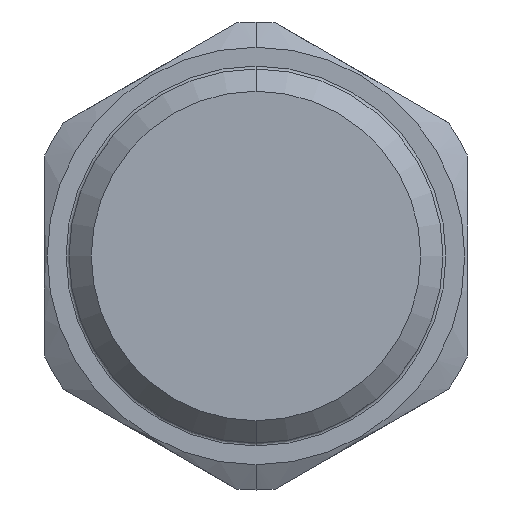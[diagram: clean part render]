
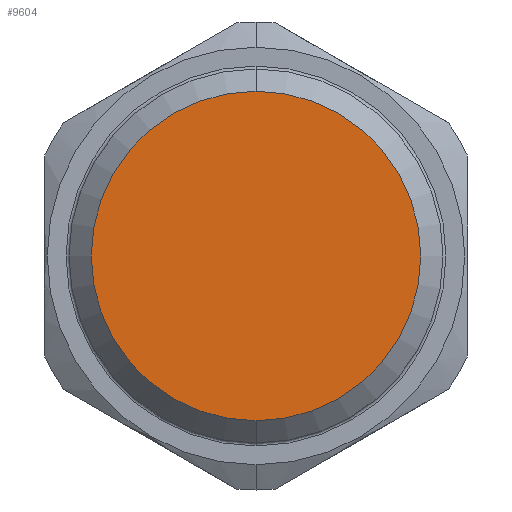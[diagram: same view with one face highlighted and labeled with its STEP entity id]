
A CAD part, left-side view. The second image highlights one B-rep face of the part: STEP entity #9604.
In plain terms, the highlighted planar face has unit normal (-1, 0, 0).
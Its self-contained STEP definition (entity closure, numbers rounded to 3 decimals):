
#363 = FACE_OUTER_BOUND ( 'NONE', #3453, .T. ) ;
#1472 = EDGE_CURVE ( 'NONE', #10691, #2911, #10795, .T. ) ;
#1821 = CARTESIAN_POINT ( 'NONE',  ( 0., 0., 0. ) ) ;
#1890 = AXIS2_PLACEMENT_3D ( 'NONE', #1821, #9871, #6773 ) ;
#2911 = VERTEX_POINT ( 'NONE', #9476 ) ;
#3453 = EDGE_LOOP ( 'NONE', ( #9941, #3857 ) ) ;
#3598 = CARTESIAN_POINT ( 'NONE',  ( 0., 0., 11.125 ) ) ;
#3612 = CARTESIAN_POINT ( 'NONE',  ( 0., 0., 0. ) ) ;
#3857 = ORIENTED_EDGE ( 'NONE', *, *, #1472, .F. ) ;
#4389 = DIRECTION ( 'NONE',  ( 0., 0., -1. ) ) ;
#4697 = DIRECTION ( 'NONE',  ( -1., 0., 0. ) ) ;
#6773 = DIRECTION ( 'NONE',  ( 0., 0., -1. ) ) ;
#8105 = EDGE_CURVE ( 'NONE', #2911, #10691, #11327, .T. ) ;
#8166 = AXIS2_PLACEMENT_3D ( 'NONE', #11466, #10424, #4389 ) ;
#9476 = CARTESIAN_POINT ( 'NONE',  ( 0., 0., -11.125 ) ) ;
#9604 = ADVANCED_FACE ( 'NONE', ( #363 ), #10709, .T. ) ;
#9871 = DIRECTION ( 'NONE',  ( 1., 0., 0. ) ) ;
#9941 = ORIENTED_EDGE ( 'NONE', *, *, #8105, .F. ) ;
#10424 = DIRECTION ( 'NONE',  ( 1., 0., 0. ) ) ;
#10623 = DIRECTION ( 'NONE',  ( 0., 0., 1. ) ) ;
#10691 = VERTEX_POINT ( 'NONE', #3598 ) ;
#10709 = PLANE ( 'NONE',  #12923 ) ;
#10795 = CIRCLE ( 'NONE', #1890, 11.125 ) ;
#11327 = CIRCLE ( 'NONE', #8166, 11.125 ) ;
#11466 = CARTESIAN_POINT ( 'NONE',  ( 0., 0., 0. ) ) ;
#12923 = AXIS2_PLACEMENT_3D ( 'NONE', #3612, #4697, #10623 ) ;
